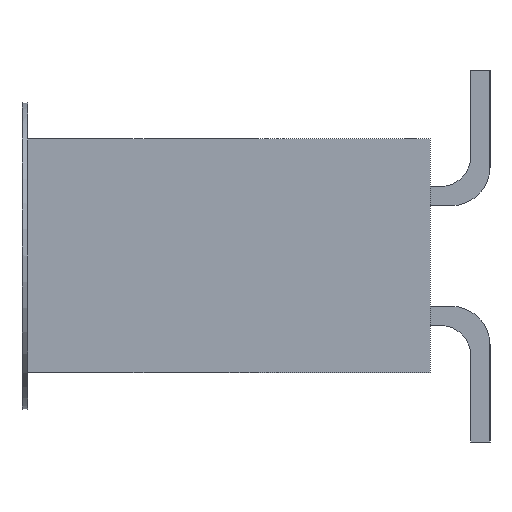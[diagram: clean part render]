
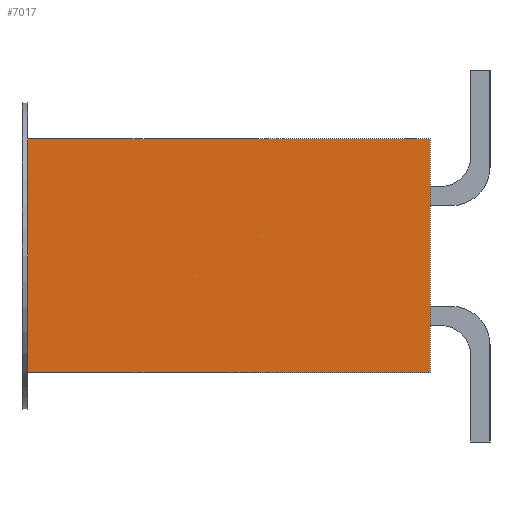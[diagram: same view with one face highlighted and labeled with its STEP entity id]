
A CAD part, left-side view. The second image highlights one B-rep face of the part: STEP entity #7017.
In plain terms, the highlighted planar face has unit normal (-1, 0, 0).
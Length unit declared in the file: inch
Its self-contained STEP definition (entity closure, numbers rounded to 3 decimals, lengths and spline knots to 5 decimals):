
#649=ORIENTED_EDGE('',*,*,#2238,.T.);
#650=ORIENTED_EDGE('',*,*,#1989,.F.);
#651=ORIENTED_EDGE('',*,*,#1938,.F.);
#652=ORIENTED_EDGE('',*,*,#1979,.T.);
#1938=EDGE_CURVE('',#2811,#2808,#3391,.T.);
#1979=EDGE_CURVE('',#2811,#2852,#3432,.T.);
#1989=EDGE_CURVE('',#2808,#2861,#3442,.T.);
#2238=EDGE_CURVE('',#2852,#2861,#3691,.T.);
#2808=VERTEX_POINT('',#9336);
#2811=VERTEX_POINT('',#9341);
#2852=VERTEX_POINT('',#9424);
#2861=VERTEX_POINT('',#9445);
#3391=LINE('',#9342,#4179);
#3432=LINE('',#9425,#4220);
#3442=LINE('',#9444,#4230);
#3691=LINE('',#9941,#4479);
#4179=VECTOR('',#7703,39.37008);
#4220=VECTOR('',#7746,39.37008);
#4230=VECTOR('',#7758,39.37008);
#4479=VECTOR('',#8169,39.37008);
#5035=EDGE_LOOP('',(#649,#650,#651,#652));
#5413=FACE_BOUND('',#5035,.T.);
#5783=PLANE('',#7350);
#7017=ADVANCED_FACE('',(#5413),#5783,.F.);
#7350=AXIS2_PLACEMENT_3D('',#9972,#8210,#8211);
#7703=DIRECTION('',(0.,0.,1.));
#7746=DIRECTION('',(0.,-1.,0.));
#7758=DIRECTION('',(0.,-1.,0.));
#8169=DIRECTION('',(0.,0.,1.));
#8210=DIRECTION('',(1.,0.,0.));
#8211=DIRECTION('',(0.,0.,-1.));
#9336=CARTESIAN_POINT('',(-0.51,0.335,0.0975));
#9341=CARTESIAN_POINT('',(-0.51,0.335,-0.0975));
#9342=CARTESIAN_POINT('',(-0.51,0.335,-0.0975));
#9424=CARTESIAN_POINT('',(-0.51,0.,-0.0975));
#9425=CARTESIAN_POINT('',(-0.51,0.335,-0.0975));
#9444=CARTESIAN_POINT('',(-0.51,0.335,0.0975));
#9445=CARTESIAN_POINT('',(-0.51,0.,0.0975));
#9941=CARTESIAN_POINT('',(-0.51,0.,-0.0975));
#9972=CARTESIAN_POINT('',(-0.51,0.335,-0.0975));
